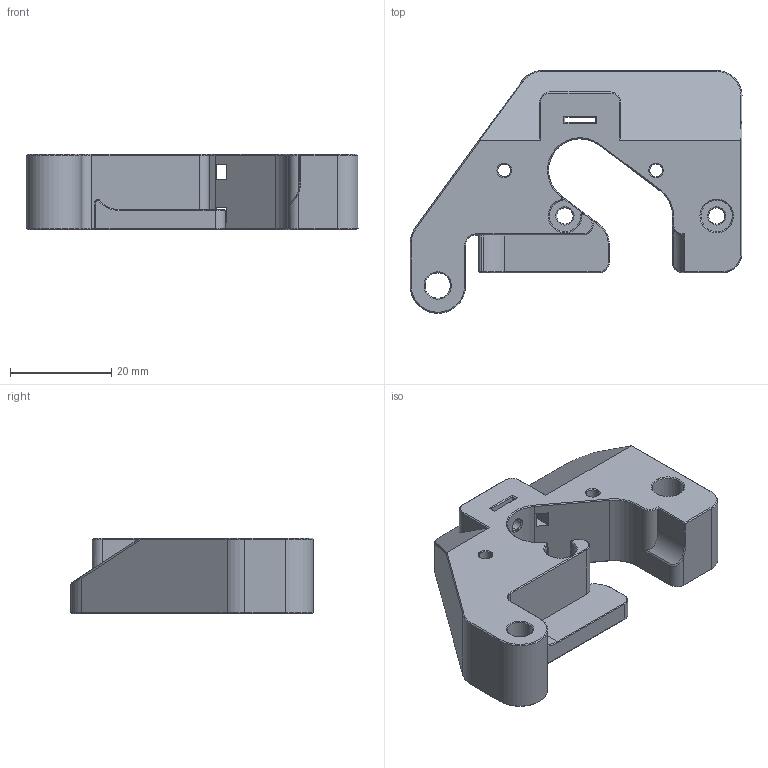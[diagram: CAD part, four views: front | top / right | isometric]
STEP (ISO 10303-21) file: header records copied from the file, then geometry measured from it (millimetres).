
FILE_DESCRIPTION (( 'STEP AP214' ), '1' );
FILE_NAME ('Docking Station (M).STEP', '2023-02-13T14:04:00', ( '' ), ( '' ), 'SwSTEP 2.0', 'SolidWorks 2021', '' );
FILE_SCHEMA (( 'AUTOMOTIVE_DESIGN' ));
Length unit declared in the file: millimetre
Products named in the file (1): Docking Station (M)
Bounding box: 65.64 x 48 x 15 mm (x, y, z)
Volume: 22292.5 mm3; surface area: 8952.1 mm2
Topology: 1 solids, 1 shells, 236 faces, 582 edges, 348 vertices
Faces by surface type: plane 105, cone 73, cylinder 49, bspline 9
Entity records: 9782 total; most frequent: CARTESIAN_POINT 1924, DIRECTION 1173, ORIENTED_EDGE 1164, EDGE_CURVE 582, AXIS2_PLACEMENT_3D 402, LINE 369, VECTOR 369, VERTEX_POINT 348
